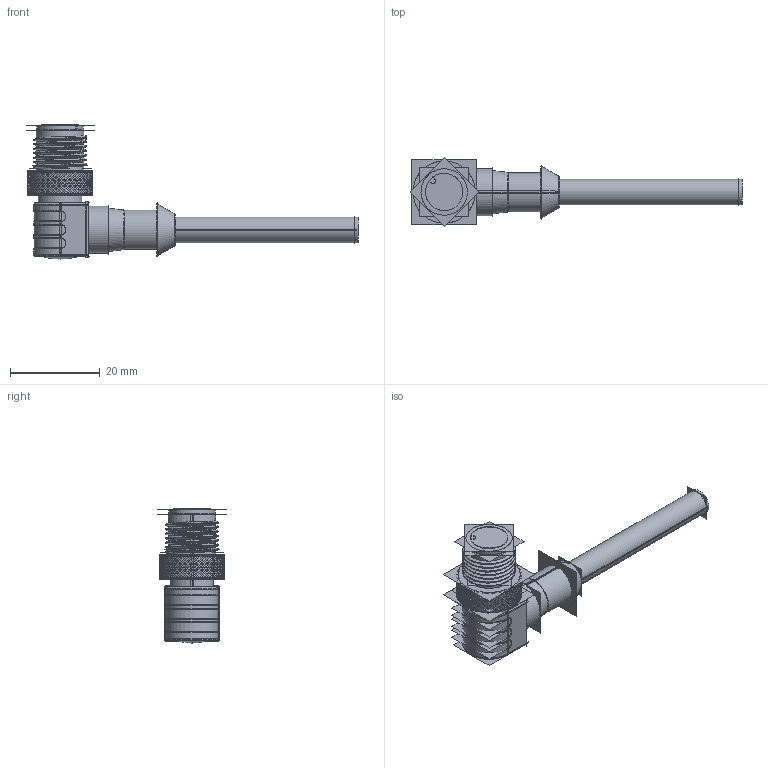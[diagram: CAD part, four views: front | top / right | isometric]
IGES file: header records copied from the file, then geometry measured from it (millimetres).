
Start section:  PTC IGES file: 223549.igs
Global section: file name: 223549.igs; native system: Creo Parametric by PTC Inc.; preprocessor: 2019292; author: PDMAdmin; organization: Unknown; date: 20210518.115325; units: millimetre
Bounding box: 74.01 x 15.22 x 29.88 mm (x, y, z)
Volume: 5194.1 mm3; surface area: 112780.9 mm2
Topology: 9 solids, 9 shells, 4326 faces, 19548 edges, 23467 vertices
Faces by surface type: bspline 3042, revolution 1284
